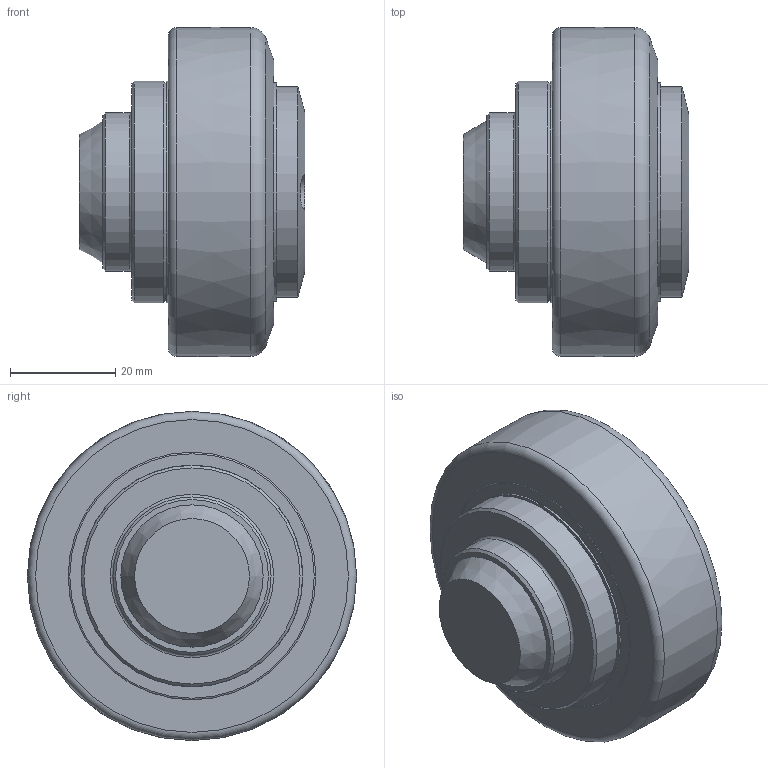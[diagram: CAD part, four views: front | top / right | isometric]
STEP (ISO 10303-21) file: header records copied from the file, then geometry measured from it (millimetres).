
FILE_DESCRIPTION(/* description */ ('-','CAx-IF Rec.Pracs.---Representation and Presentation of Product Manufacturing Information (PMI)---4.0---2014-10-13'),/* implementation_level */ '2;1');
FILE_NAME(/* name */ 'b88d640a-b3de-418d-b328-5c0664d38111.stp',/* time_stamp */ '2020-06-19T09:48:16+02:00',/* author */ ('-'),/* organization */ ('NTI CADcenter A/S'),/* preprocessor_version */ 'ST-DEVELOPER v18',/* originating_system */ 'Autodesk Inventor 2020',/* authorisation */ '-');
FILE_SCHEMA (('AP242_MANAGED_MODEL_BASED_3D_ENGINEERING_MIM_LF { 1 0 10303 442 1 1 4 }'));
Length unit declared in the file: millimetre
Products named in the file (1): TR 060.0360_Kontur
Bounding box: 42.85 x 62.5 x 62.5 mm (x, y, z)
Volume: 68262.9 mm3; surface area: 31324.1 mm2
Topology: 9 solids, 9 shells, 104 faces, 268 edges, 194 vertices
Faces by surface type: plane 44, cylinder 33, cone 18, torus 8, bspline 1
Full cylindrical faces by diameter (mm): 2.459 x2, 3 x3, 3.4 x2, 6 x2, 6.5 x2, 25 x1, 25.2 x1, 30 x1, 38 x3, 40 x1, 41.5 x1, 42 x3, 42.1 x2, 42.971 x2, 45 x1, 45.5 x1, 47 x4, 50 x1
Entity records: 3641 total; most frequent: CARTESIAN_POINT 700, DIRECTION 637, ORIENTED_EDGE 532, AXIS2_PLACEMENT_3D 275, EDGE_CURVE 266, VERTEX_POINT 194, CIRCLE 171, EDGE_LOOP 134
